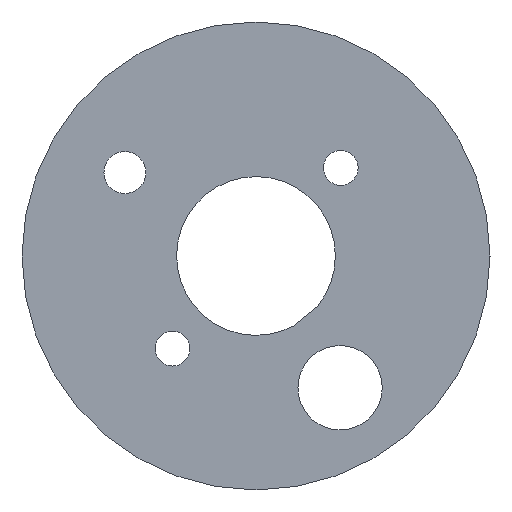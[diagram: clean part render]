
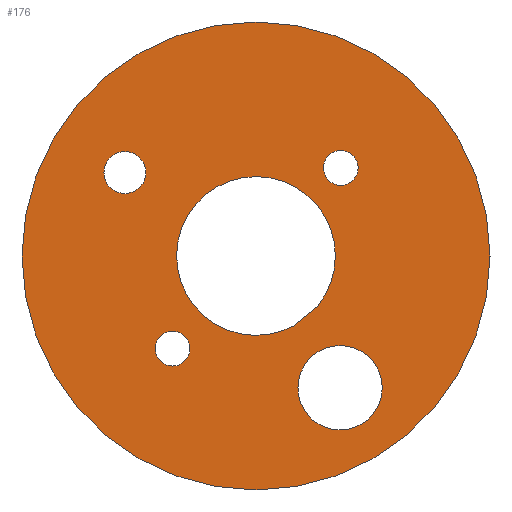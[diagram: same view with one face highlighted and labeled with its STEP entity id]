
A CAD part, front view. The second image highlights one B-rep face of the part: STEP entity #176.
In plain terms, the highlighted planar face has unit normal (0, -1, 0).
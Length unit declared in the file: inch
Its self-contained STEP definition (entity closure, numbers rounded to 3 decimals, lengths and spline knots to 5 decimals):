
#15=FACE_BOUND('',#45,.T.);
#16=FACE_BOUND('',#46,.T.);
#17=FACE_BOUND('',#47,.T.);
#18=FACE_BOUND('',#48,.T.);
#19=FACE_BOUND('',#49,.T.);
#26=PLANE('',#211);
#35=FACE_OUTER_BOUND('',#44,.T.);
#44=EDGE_LOOP('',(#149));
#45=EDGE_LOOP('',(#150));
#46=EDGE_LOOP('',(#151));
#47=EDGE_LOOP('',(#152));
#48=EDGE_LOOP('',(#153));
#49=EDGE_LOOP('',(#154,#155));
#64=LINE('',#308,#73);
#73=VECTOR('',#261,0.3937);
#75=CIRCLE('',#194,0.15514);
#77=CIRCLE('',#197,0.07716);
#79=CIRCLE('',#200,0.86122);
#80=CIRCLE('',#202,0.06398);
#82=CIRCLE('',#205,0.06398);
#85=CIRCLE('',#209,0.2922);
#87=VERTEX_POINT('',#270);
#89=VERTEX_POINT('',#276);
#91=VERTEX_POINT('',#282);
#92=VERTEX_POINT('',#286);
#94=VERTEX_POINT('',#292);
#98=VERTEX_POINT('',#301);
#99=VERTEX_POINT('',#303);
#102=EDGE_CURVE('',#87,#87,#75,.T.);
#105=EDGE_CURVE('',#89,#89,#77,.T.);
#108=EDGE_CURVE('',#91,#91,#79,.T.);
#109=EDGE_CURVE('',#92,#92,#80,.T.);
#112=EDGE_CURVE('',#94,#94,#82,.T.);
#117=EDGE_CURVE('',#99,#98,#85,.T.);
#120=EDGE_CURVE('',#98,#99,#64,.T.);
#149=ORIENTED_EDGE('',*,*,#108,.T.);
#150=ORIENTED_EDGE('',*,*,#109,.T.);
#151=ORIENTED_EDGE('',*,*,#112,.T.);
#152=ORIENTED_EDGE('',*,*,#105,.T.);
#153=ORIENTED_EDGE('',*,*,#102,.T.);
#154=ORIENTED_EDGE('',*,*,#120,.T.);
#155=ORIENTED_EDGE('',*,*,#117,.T.);
#176=ADVANCED_FACE('',(#35,#15,#16,#17,#18,#19),#26,.T.);
#194=AXIS2_PLACEMENT_3D('',#272,#220,#221);
#197=AXIS2_PLACEMENT_3D('',#278,#227,#228);
#200=AXIS2_PLACEMENT_3D('',#284,#234,#235);
#202=AXIS2_PLACEMENT_3D('',#287,#238,#239);
#205=AXIS2_PLACEMENT_3D('',#293,#245,#246);
#209=AXIS2_PLACEMENT_3D('',#304,#255,#256);
#211=AXIS2_PLACEMENT_3D('',#309,#262,#263);
#220=DIRECTION('center_axis',(0.,1.,0.));
#221=DIRECTION('ref_axis',(1.,0.,0.));
#227=DIRECTION('center_axis',(0.,1.,0.));
#228=DIRECTION('ref_axis',(1.,0.,0.));
#234=DIRECTION('center_axis',(0.,-1.,0.));
#235=DIRECTION('ref_axis',(1.,0.,0.));
#238=DIRECTION('center_axis',(0.,1.,0.));
#239=DIRECTION('ref_axis',(1.,0.,0.));
#245=DIRECTION('center_axis',(0.,1.,0.));
#246=DIRECTION('ref_axis',(1.,0.,0.));
#255=DIRECTION('center_axis',(0.,1.,0.));
#256=DIRECTION('ref_axis',(1.,0.,0.));
#261=DIRECTION('',(-0.772,0.,-0.635));
#262=DIRECTION('center_axis',(0.,-1.,0.));
#263=DIRECTION('ref_axis',(1.,0.,0.));
#270=CARTESIAN_POINT('',(2.74527,4.27981,3.88558));
#272=CARTESIAN_POINT('Origin',(2.90041,4.27981,3.88558));
#276=CARTESIAN_POINT('',(2.03118,4.27981,4.67741));
#278=CARTESIAN_POINT('Origin',(2.10835,4.27981,4.67741));
#282=CARTESIAN_POINT('',(1.72974,4.27981,4.37059));
#284=CARTESIAN_POINT('Origin',(2.59096,4.27981,4.37059));
#286=CARTESIAN_POINT('',(2.22004,4.27981,4.0295));
#287=CARTESIAN_POINT('Origin',(2.28402,4.27981,4.0295));
#292=CARTESIAN_POINT('',(2.83892,4.27981,4.69479));
#293=CARTESIAN_POINT('Origin',(2.90289,4.27981,4.69479));
#301=CARTESIAN_POINT('',(2.81718,4.27981,4.18565));
#303=CARTESIAN_POINT('',(2.72866,4.27981,4.11288));
#304=CARTESIAN_POINT('Origin',(2.59096,4.27981,4.37059));
#308=CARTESIAN_POINT('',(2.14556,4.27981,3.63349));
#309=CARTESIAN_POINT('Origin',(2.77292,4.27981,4.14926));
